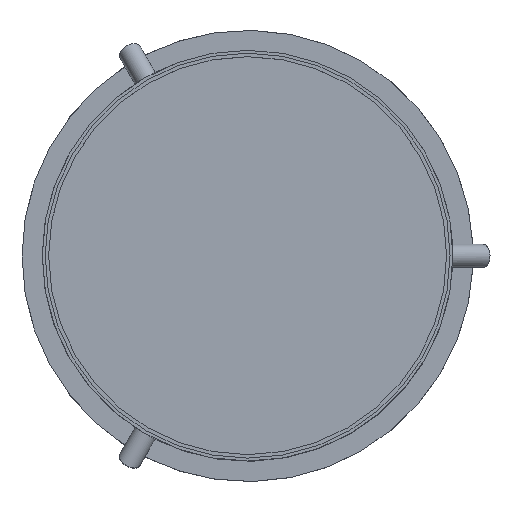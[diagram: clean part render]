
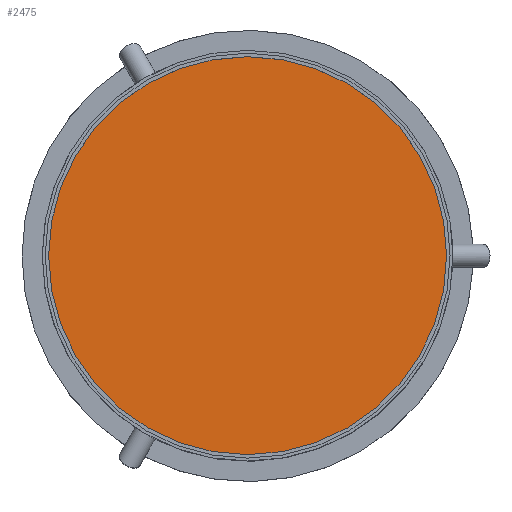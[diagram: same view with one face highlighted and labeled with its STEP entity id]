
A CAD part, top view. The second image highlights one B-rep face of the part: STEP entity #2475.
In plain terms, the highlighted planar face has unit normal (0, 0, 1).
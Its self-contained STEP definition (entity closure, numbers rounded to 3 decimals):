
#202=CIRCLE('',#2754,344.);
#279=PLANE('',#2753);
#414=FACE_OUTER_BOUND('',#601,.T.);
#601=EDGE_LOOP('',(#2267));
#1244=VERTEX_POINT('',#4923);
#1586=EDGE_CURVE('',#1244,#1244,#202,.T.);
#2267=ORIENTED_EDGE('',*,*,#1586,.T.);
#2475=ADVANCED_FACE('',(#414),#279,.T.);
#2753=AXIS2_PLACEMENT_3D('',#4922,#3421,#3422);
#2754=AXIS2_PLACEMENT_3D('',#4924,#3423,#3424);
#3421=DIRECTION('center_axis',(0.,0.,1.));
#3422=DIRECTION('ref_axis',(1.,0.,0.));
#3423=DIRECTION('center_axis',(0.,0.,1.));
#3424=DIRECTION('ref_axis',(-1.,0.,0.));
#4922=CARTESIAN_POINT('Origin',(0.,0.,300.));
#4923=CARTESIAN_POINT('',(344.,0.,300.));
#4924=CARTESIAN_POINT('Origin',(0.,0.,300.));
